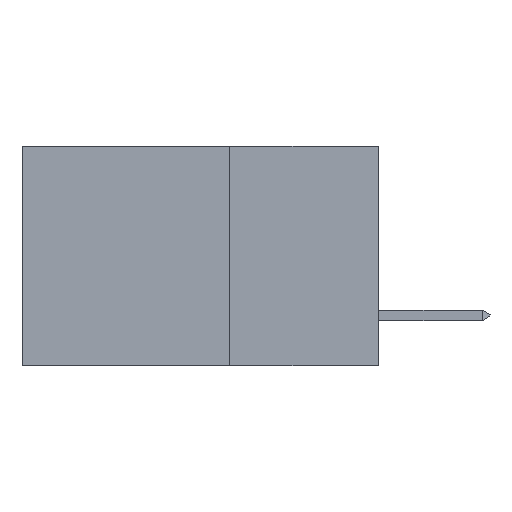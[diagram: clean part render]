
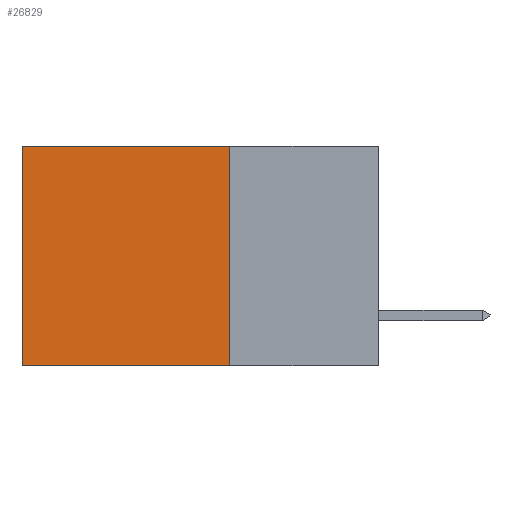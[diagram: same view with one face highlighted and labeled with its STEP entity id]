
A CAD part, left-side view. The second image highlights one B-rep face of the part: STEP entity #26829.
In plain terms, the highlighted planar face has unit normal (-1, 0, 0).
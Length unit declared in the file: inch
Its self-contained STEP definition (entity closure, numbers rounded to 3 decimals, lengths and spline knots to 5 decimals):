
#2063 = AXIS2_PLACEMENT_3D ( 'NONE', #17035, #3755, #16655 ) ;
#2507 = CARTESIAN_POINT ( 'NONE',  ( 0.298, 0.6, -0.37 ) ) ;
#2872 = CARTESIAN_POINT ( 'NONE',  ( 0.298, 0.25, 0. ) ) ;
#3543 = LINE ( 'NONE', #24514, #26513 ) ;
#3755 = DIRECTION ( 'NONE',  ( 1., 0., 0. ) ) ;
#4977 = CARTESIAN_POINT ( 'NONE',  ( 0.298, 0.25, -0.37 ) ) ;
#6467 = CARTESIAN_POINT ( 'NONE',  ( 0.298, 0.25, -0.37 ) ) ;
#7530 = LINE ( 'NONE', #23261, #23525 ) ;
#9959 = EDGE_CURVE ( 'NONE', #11132, #19718, #3543, .T. ) ;
#10004 = LINE ( 'NONE', #24541, #18309 ) ;
#11132 = VERTEX_POINT ( 'NONE', #2872 ) ;
#11408 = DIRECTION ( 'NONE',  ( 0., 0., -1. ) ) ;
#12885 = EDGE_CURVE ( 'NONE', #11132, #23082, #7530, .T. ) ;
#15396 = ORIENTED_EDGE ( 'NONE', *, *, #9959, .F. ) ;
#15580 = DIRECTION ( 'NONE',  ( 0., 0., -1. ) ) ;
#16134 = ORIENTED_EDGE ( 'NONE', *, *, #27878, .F. ) ;
#16655 = DIRECTION ( 'NONE',  ( 0., 0., -1. ) ) ;
#17035 = CARTESIAN_POINT ( 'NONE',  ( 0.298, 0.25, 0. ) ) ;
#17884 = LINE ( 'NONE', #4977, #24536 ) ;
#18022 = DIRECTION ( 'NONE',  ( 0., 1., 0. ) ) ;
#18309 = VECTOR ( 'NONE', #15580, 39.37008 ) ;
#19471 = ORIENTED_EDGE ( 'NONE', *, *, #27084, .T. ) ;
#19718 = VERTEX_POINT ( 'NONE', #6467 ) ;
#20150 = ORIENTED_EDGE ( 'NONE', *, *, #12885, .T. ) ;
#20776 = FACE_OUTER_BOUND ( 'NONE', #27881, .T. ) ;
#21214 = PLANE ( 'NONE',  #2063 ) ;
#23082 = VERTEX_POINT ( 'NONE', #26458 ) ;
#23261 = CARTESIAN_POINT ( 'NONE',  ( 0.298, 0.25, 0. ) ) ;
#23525 = VECTOR ( 'NONE', #23539, 39.37008 ) ;
#23539 = DIRECTION ( 'NONE',  ( 0., 1., 0. ) ) ;
#23949 = VERTEX_POINT ( 'NONE', #2507 ) ;
#24514 = CARTESIAN_POINT ( 'NONE',  ( 0.298, 0.25, 0. ) ) ;
#24536 = VECTOR ( 'NONE', #18022, 39.37008 ) ;
#24541 = CARTESIAN_POINT ( 'NONE',  ( 0.298, 0.6, 0. ) ) ;
#26458 = CARTESIAN_POINT ( 'NONE',  ( 0.298, 0.6, 0. ) ) ;
#26513 = VECTOR ( 'NONE', #11408, 39.37008 ) ;
#26829 = ADVANCED_FACE ( 'NONE', ( #20776 ), #21214, .F. ) ;
#27084 = EDGE_CURVE ( 'NONE', #23082, #23949, #10004, .T. ) ;
#27878 = EDGE_CURVE ( 'NONE', #19718, #23949, #17884, .T. ) ;
#27881 = EDGE_LOOP ( 'NONE', ( #19471, #16134, #15396, #20150 ) ) ;
